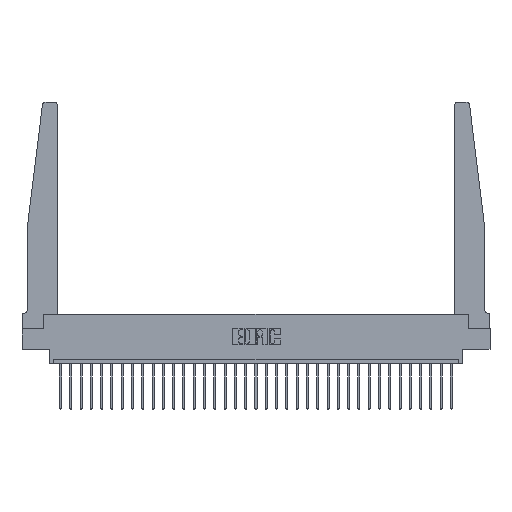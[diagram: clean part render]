
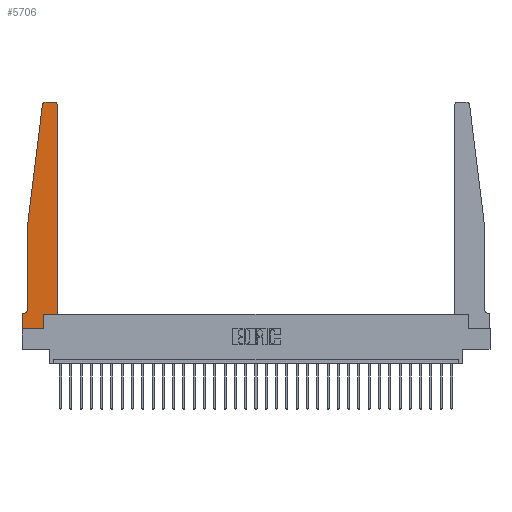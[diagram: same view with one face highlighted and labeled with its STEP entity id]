
A CAD part, top view. The second image highlights one B-rep face of the part: STEP entity #5706.
In plain terms, the highlighted planar face has unit normal (0, 0, 1).
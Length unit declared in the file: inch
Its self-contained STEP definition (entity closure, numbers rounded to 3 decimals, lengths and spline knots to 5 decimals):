
#245 = CARTESIAN_POINT ( 'NONE',  ( 0., 0., 0.37 ) ) ;
#339 = AXIS2_PLACEMENT_3D ( 'NONE', #24838, #15448, #24691 ) ;
#552 = LINE ( 'NONE', #25862, #9015 ) ;
#791 = EDGE_LOOP ( 'NONE', ( #20376, #1693, #29834, #22609, #16345, #21917, #23686, #17123, #15355, #28255, #1245, #24728 ) ) ;
#1229 = VERTEX_POINT ( 'NONE', #25524 ) ;
#1245 = ORIENTED_EDGE ( 'NONE', *, *, #27593, .T. ) ;
#1693 = ORIENTED_EDGE ( 'NONE', *, *, #15713, .T. ) ;
#2703 = EDGE_CURVE ( 'NONE', #22094, #16285, #11924, .T. ) ;
#3025 = CARTESIAN_POINT ( 'NONE',  ( 0.065, 1.25, 0.37 ) ) ;
#3632 = LINE ( 'NONE', #10182, #12323 ) ;
#4623 = DIRECTION ( 'NONE',  ( 0., 0., -1. ) ) ;
#4755 = VECTOR ( 'NONE', #10168, 39.37008 ) ;
#5392 = DIRECTION ( 'NONE',  ( -1., 0., 0. ) ) ;
#5515 = EDGE_CURVE ( 'NONE', #18398, #22094, #20762, .T. ) ;
#5650 = CARTESIAN_POINT ( 'NONE',  ( 0.425, 2.72, 0.37 ) ) ;
#5706 = ADVANCED_FACE ( 'NONE', ( #18000 ), #13038, .T. ) ;
#5799 = VERTEX_POINT ( 'NONE', #20872 ) ;
#5920 = DIRECTION ( 'NONE',  ( 0., 1., 0. ) ) ;
#5933 = AXIS2_PLACEMENT_3D ( 'NONE', #9899, #12022, #16556 ) ;
#6002 = CARTESIAN_POINT ( 'NONE',  ( 0., 0.1875, 0.37 ) ) ;
#6545 = VECTOR ( 'NONE', #19573, 39.37008 ) ;
#6577 = CIRCLE ( 'NONE', #23480, 0.03 ) ;
#6594 = DIRECTION ( 'NONE',  ( 1., 0., 0. ) ) ;
#7129 = CARTESIAN_POINT ( 'NONE',  ( 0., 0., 0.37 ) ) ;
#7467 = LINE ( 'NONE', #16712, #19836 ) ;
#7729 = VERTEX_POINT ( 'NONE', #26143 ) ;
#8129 = EDGE_CURVE ( 'NONE', #29411, #18398, #7467, .T. ) ;
#8460 = CARTESIAN_POINT ( 'NONE',  ( 0.425, 0.18, 0.37 ) ) ;
#8545 = VECTOR ( 'NONE', #14413, 39.37008 ) ;
#9015 = VECTOR ( 'NONE', #5392, 39.37008 ) ;
#9381 = EDGE_CURVE ( 'NONE', #5799, #19947, #20218, .T. ) ;
#9626 = LINE ( 'NONE', #18856, #28485 ) ;
#9825 = CIRCLE ( 'NONE', #5933, 0.03 ) ;
#9899 = CARTESIAN_POINT ( 'NONE',  ( 0.395, 2.72, 0.37 ) ) ;
#10168 = DIRECTION ( 'NONE',  ( 0., -1., 0. ) ) ;
#10182 = CARTESIAN_POINT ( 'NONE',  ( 0.425, 0.18, 0.37 ) ) ;
#10205 = CARTESIAN_POINT ( 'NONE',  ( 0.2605, 0.18, 0.37 ) ) ;
#10763 = AXIS2_PLACEMENT_3D ( 'NONE', #18422, #4623, #13894 ) ;
#10780 = CIRCLE ( 'NONE', #10763, 0.05 ) ;
#11632 = DIRECTION ( 'NONE',  ( 1., 0., 0. ) ) ;
#11924 = LINE ( 'NONE', #245, #14298 ) ;
#12022 = DIRECTION ( 'NONE',  ( 0., 0., 1. ) ) ;
#12157 = CARTESIAN_POINT ( 'NONE',  ( 0.2605, 0., 0.37 ) ) ;
#12323 = VECTOR ( 'NONE', #5920, 39.37008 ) ;
#12479 = LINE ( 'NONE', #10205, #6545 ) ;
#13038 = PLANE ( 'NONE',  #339 ) ;
#13341 = EDGE_CURVE ( 'NONE', #19947, #13421, #23796, .T. ) ;
#13421 = VERTEX_POINT ( 'NONE', #19382 ) ;
#13884 = DIRECTION ( 'NONE',  ( 1., 0., 0. ) ) ;
#13894 = DIRECTION ( 'NONE',  ( -1., 0., 0. ) ) ;
#14298 = VECTOR ( 'NONE', #11632, 39.37008 ) ;
#14413 = DIRECTION ( 'NONE',  ( 0., -1., 0. ) ) ;
#14462 = DIRECTION ( 'NONE',  ( -1., 0., 0. ) ) ;
#15355 = ORIENTED_EDGE ( 'NONE', *, *, #28949, .T. ) ;
#15448 = DIRECTION ( 'NONE',  ( 0., 0., 1. ) ) ;
#15699 = VERTEX_POINT ( 'NONE', #25239 ) ;
#15713 = EDGE_CURVE ( 'NONE', #1229, #5799, #6577, .T. ) ;
#16285 = VERTEX_POINT ( 'NONE', #12157 ) ;
#16345 = ORIENTED_EDGE ( 'NONE', *, *, #23451, .T. ) ;
#16556 = DIRECTION ( 'NONE',  ( 1., 0., 0. ) ) ;
#16712 = CARTESIAN_POINT ( 'NONE',  ( 0.065, 0.1875, 0.37 ) ) ;
#17123 = ORIENTED_EDGE ( 'NONE', *, *, #2703, .T. ) ;
#17223 = CARTESIAN_POINT ( 'NONE',  ( 0., 0., 0.37 ) ) ;
#17969 = VECTOR ( 'NONE', #22039, 39.37008 ) ;
#18000 = FACE_OUTER_BOUND ( 'NONE', #791, .T. ) ;
#18092 = CARTESIAN_POINT ( 'NONE',  ( 0.27653, 2.72, 0.37 ) ) ;
#18398 = VERTEX_POINT ( 'NONE', #6002 ) ;
#18422 = CARTESIAN_POINT ( 'NONE',  ( 0.015, 0.2375, 0.37 ) ) ;
#18676 = EDGE_CURVE ( 'NONE', #15699, #26792, #9626, .T. ) ;
#18856 = CARTESIAN_POINT ( 'NONE',  ( 0.425, 0.18, 0.37 ) ) ;
#19382 = CARTESIAN_POINT ( 'NONE',  ( 0.065, 0.2375, 0.37 ) ) ;
#19573 = DIRECTION ( 'NONE',  ( 0., 1., 0. ) ) ;
#19836 = VECTOR ( 'NONE', #14462, 39.37008 ) ;
#19947 = VERTEX_POINT ( 'NONE', #25255 ) ;
#20218 = LINE ( 'NONE', #29476, #17969 ) ;
#20376 = ORIENTED_EDGE ( 'NONE', *, *, #29585, .T. ) ;
#20762 = LINE ( 'NONE', #7129, #8545 ) ;
#20872 = CARTESIAN_POINT ( 'NONE',  ( 0.24675, 2.72367, 0.37 ) ) ;
#21917 = ORIENTED_EDGE ( 'NONE', *, *, #8129, .T. ) ;
#22039 = DIRECTION ( 'NONE',  ( -0.122, -0.992, 0. ) ) ;
#22094 = VERTEX_POINT ( 'NONE', #17223 ) ;
#22609 = ORIENTED_EDGE ( 'NONE', *, *, #13341, .T. ) ;
#22715 = CARTESIAN_POINT ( 'NONE',  ( 0.015, 0.1875, 0.37 ) ) ;
#23451 = EDGE_CURVE ( 'NONE', #13421, #29411, #10780, .T. ) ;
#23480 = AXIS2_PLACEMENT_3D ( 'NONE', #18092, #27344, #6594 ) ;
#23686 = ORIENTED_EDGE ( 'NONE', *, *, #5515, .T. ) ;
#23796 = LINE ( 'NONE', #3025, #4755 ) ;
#23860 = EDGE_CURVE ( 'NONE', #27157, #7729, #9825, .T. ) ;
#24691 = DIRECTION ( 'NONE',  ( 1., 0., 0. ) ) ;
#24728 = ORIENTED_EDGE ( 'NONE', *, *, #23860, .T. ) ;
#24838 = CARTESIAN_POINT ( 'NONE',  ( 0., 0.1875, 0.37 ) ) ;
#25239 = CARTESIAN_POINT ( 'NONE',  ( 0.2605, 0.18, 0.37 ) ) ;
#25255 = CARTESIAN_POINT ( 'NONE',  ( 0.065, 1.25, 0.37 ) ) ;
#25524 = CARTESIAN_POINT ( 'NONE',  ( 0.27653, 2.75, 0.37 ) ) ;
#25862 = CARTESIAN_POINT ( 'NONE',  ( 0.25, 2.75, 0.37 ) ) ;
#26143 = CARTESIAN_POINT ( 'NONE',  ( 0.395, 2.75, 0.37 ) ) ;
#26792 = VERTEX_POINT ( 'NONE', #8460 ) ;
#27157 = VERTEX_POINT ( 'NONE', #5650 ) ;
#27344 = DIRECTION ( 'NONE',  ( 0., 0., 1. ) ) ;
#27593 = EDGE_CURVE ( 'NONE', #26792, #27157, #3632, .T. ) ;
#28255 = ORIENTED_EDGE ( 'NONE', *, *, #18676, .T. ) ;
#28485 = VECTOR ( 'NONE', #13884, 39.37008 ) ;
#28949 = EDGE_CURVE ( 'NONE', #16285, #15699, #12479, .T. ) ;
#29411 = VERTEX_POINT ( 'NONE', #22715 ) ;
#29476 = CARTESIAN_POINT ( 'NONE',  ( 0.065, 1.25, 0.37 ) ) ;
#29585 = EDGE_CURVE ( 'NONE', #7729, #1229, #552, .T. ) ;
#29834 = ORIENTED_EDGE ( 'NONE', *, *, #9381, .T. ) ;
